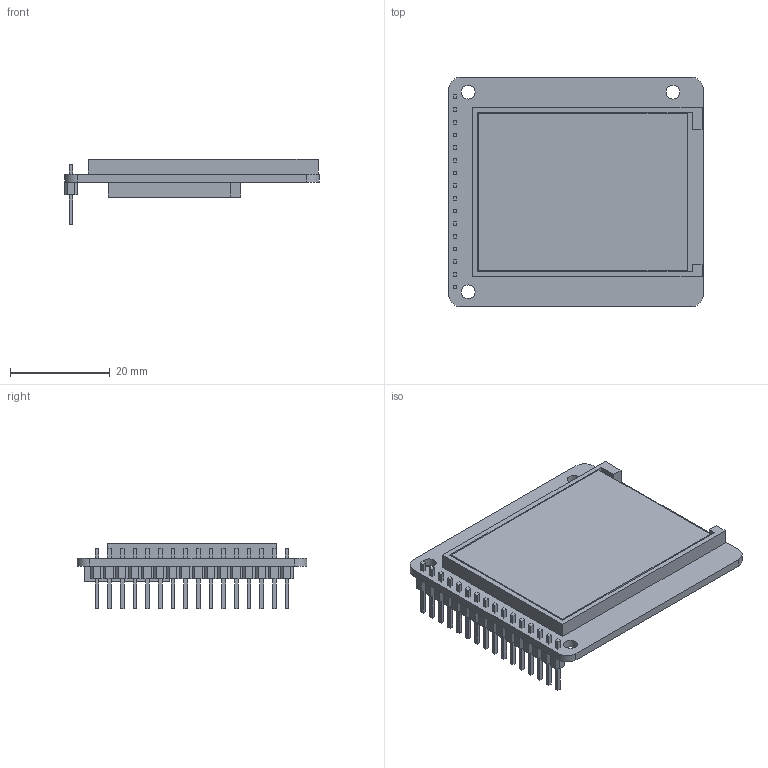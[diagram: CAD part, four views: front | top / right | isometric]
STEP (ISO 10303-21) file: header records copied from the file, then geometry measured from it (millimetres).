
FILE_DESCRIPTION(('FreeCAD Model'),'2;1');
FILE_NAME('tft_1_8in_128x160.step','2019-08-05T10:08:51',('Author'),( ''),'Open CASCADE STEP processor 7.3','FreeCAD','Unknown');
FILE_SCHEMA(('AUTOMOTIVE_DESIGN { 1 0 10303 214 1 1 1 1 }'));
Length unit declared in the file: millimetre
Products named in the file (6): TFT_1.8p_128x160; Body-tft-pcb; Body-tft-pins; Body-tft-ecran-cadre; Body-tft-ecran; Body-sd
Assembly tree (5 placements, depth 2):
  TFT_1.8p_128x160
    Body-tft-pcb
    Body-tft-pins
    Body-tft-ecran-cadre
    Body-tft-ecran
    Body-sd
Bounding box: 51 x 46 x 13.14 mm (x, y, z)
Volume: 9426.2 mm3; surface area: 11399.2 mm2
Topology: 5 solids, 5 shells, 340 faces, 831 edges, 534 vertices
Faces by surface type: plane 333, cylinder 7
Full cylindrical faces by diameter (mm): 2.75 x3
Entity records: 9868 total; most frequent: CARTESIAN_POINT 1711, ORIENTED_EDGE 1662, DIRECTION 1537, EDGE_CURVE 831, LINE 817, VECTOR 817, VERTEX_POINT 534, FACE_BOUND 379
